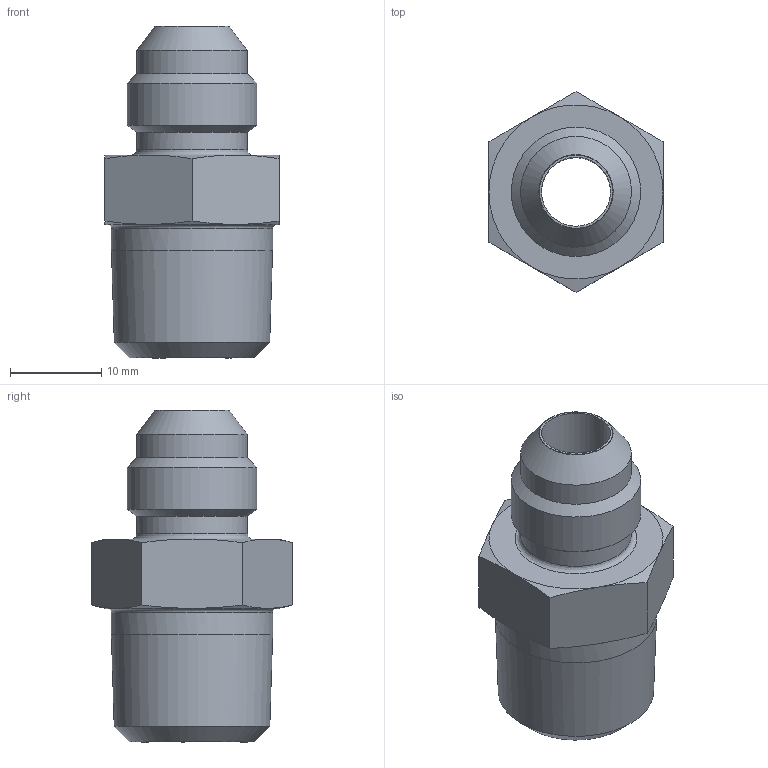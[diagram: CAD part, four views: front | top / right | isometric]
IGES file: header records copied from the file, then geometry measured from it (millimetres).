
Global section: file name: 6-6_FTX-S; native system: Autodesk Inventor 2016; preprocessor: unknown; author: ng28170; date: 20170823.105559; units: inch
Bounding box: 19.05 x 22 x 36.32 mm (x, y, z)
Volume: 5913.3 mm3; surface area: 3138.7 mm2
Topology: 1 solids, 1 shells, 35 faces, 89 edges, 58 vertices
Faces by surface type: bspline 35
